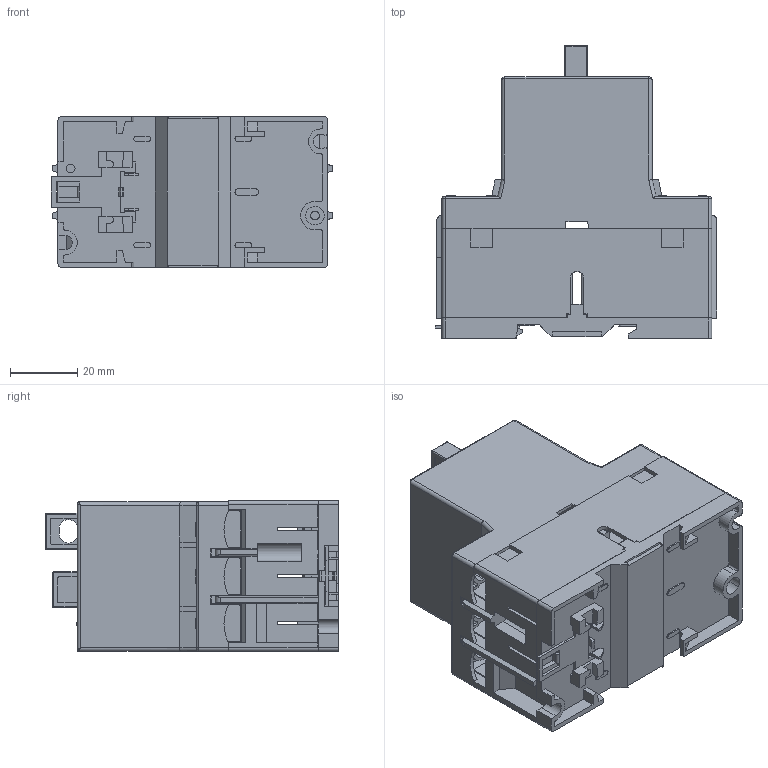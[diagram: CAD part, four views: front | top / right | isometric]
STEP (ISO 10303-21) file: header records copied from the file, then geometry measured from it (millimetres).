
FILE_DESCRIPTION((''),'2;1');
FILE_NAME('38107050-W_ASM_56_ASM','2016-09-09T',('jsubic'),('Audax d.o.o.'),'CREO PARAMETRIC BY PTC INC, 2015290','CREO PARAMETRIC BY PTC INC, 2015290','');
FILE_SCHEMA(('CONFIG_CONTROL_DESIGN'));
Products named in the file (11): 37422127_NO_MISTAKES_51; 37250486_11; 38421859_ASM_6_ASM; 37422126-NO_MISTAKES_96; 37422823_NAVADNA_ZAREZA_3; 37422135_21; 38422531_ASM_9_ASM; 37422134_9; 38901954-W_OFF_ASM_7_ASM; 37422828_14; 38107050-W_ASM_56_ASM
Assembly tree (10 placements, depth 4):
  38107050-W_ASM_56_ASM
    38421859_ASM_6_ASM
      37422127_NO_MISTAKES_51
      37250486_11
    37422126-NO_MISTAKES_96
    38901954-W_OFF_ASM_7_ASM
      37422823_NAVADNA_ZAREZA_3
      38422531_ASM_9_ASM
        37422135_21
      37422134_9
    37422828_14
Bounding box: 83.5 x 86.82 x 44.7 mm (x, y, z)
Volume: 69841.2 mm3; surface area: 82299.8 mm2
Topology: 7 solids, 7 shells, 2646 faces, 7563 edges, 4942 vertices
Faces by surface type: plane 1959, cylinder 560, sphere 36, cone 36, torus 34, bspline 20, extrusion 1
Entity records: 86894 total; most frequent: CARTESIAN_POINT 16951, ORIENTED_EDGE 15054, DIRECTION 13889, EDGE_CURVE 7527, VECTOR 6117, LINE 6116, VERTEX_POINT 4942, AXIS2_PLACEMENT_3D 3886
